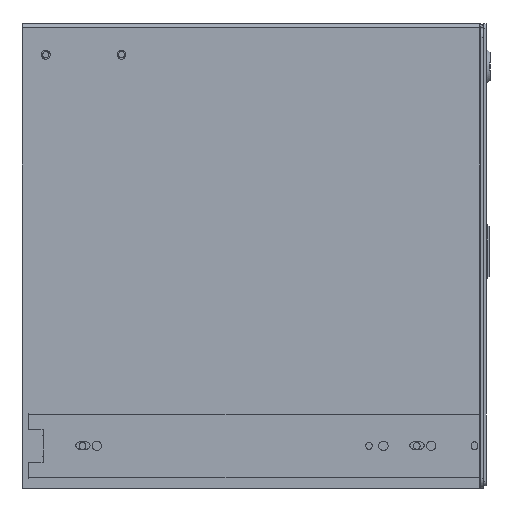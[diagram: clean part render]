
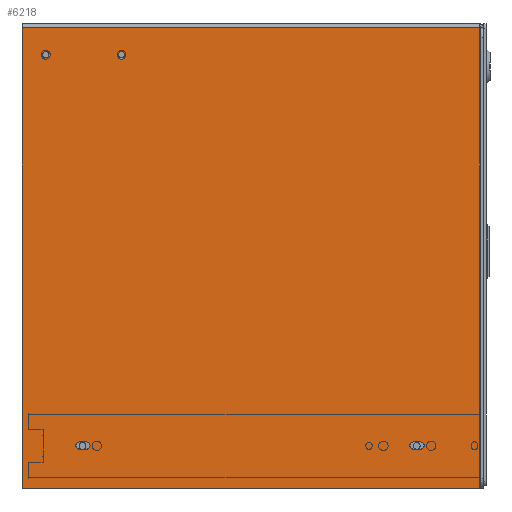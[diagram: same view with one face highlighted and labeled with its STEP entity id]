
A CAD part, left-side view. The second image highlights one B-rep face of the part: STEP entity #6218.
In plain terms, the highlighted planar face has unit normal (-1, 0, 0).
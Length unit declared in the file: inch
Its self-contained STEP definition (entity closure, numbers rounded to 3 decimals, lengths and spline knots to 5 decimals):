
#48 = VECTOR ( 'NONE', #9931, 39.37008 ) ;
#315 = DIRECTION ( 'NONE',  ( -1., 0., 0. ) ) ;
#614 = VECTOR ( 'NONE', #15944, 39.37008 ) ;
#641 = LINE ( 'NONE', #2482, #614 ) ;
#966 = CARTESIAN_POINT ( 'NONE',  ( -8.678, 11.622, 5.2815 ) ) ;
#1284 = VERTEX_POINT ( 'NONE', #17884 ) ;
#1303 = CARTESIAN_POINT ( 'NONE',  ( -8.678, 1.73325, -5.12475 ) ) ;
#1308 = ORIENTED_EDGE ( 'NONE', *, *, #19194, .F. ) ;
#1327 = DIRECTION ( 'NONE',  ( 0., -1., 0. ) ) ;
#1747 = ORIENTED_EDGE ( 'NONE', *, *, #18989, .T. ) ;
#2387 = AXIS2_PLACEMENT_3D ( 'NONE', #20112, #18396, #24133 ) ;
#2424 = CARTESIAN_POINT ( 'NONE',  ( -8.678, 12.247, 5.986 ) ) ;
#2482 = CARTESIAN_POINT ( 'NONE',  ( -8.678, 0.18, 6.094 ) ) ;
#2822 = CARTESIAN_POINT ( 'NONE',  ( -8.678, 1.92075, -5.12475 ) ) ;
#3417 = CARTESIAN_POINT ( 'NONE',  ( -8.678, 0.18, -6.156 ) ) ;
#3432 = EDGE_CURVE ( 'NONE', #24173, #19000, #8311, .T. ) ;
#4115 = FACE_OUTER_BOUND ( 'NONE', #7473, .T. ) ;
#4167 = CARTESIAN_POINT ( 'NONE',  ( -8.678, 12.247, -4.93725 ) ) ;
#5137 = AXIS2_PLACEMENT_3D ( 'NONE', #17034, #9424, #20939 ) ;
#5469 = VERTEX_POINT ( 'NONE', #23351 ) ;
#5587 = ORIENTED_EDGE ( 'NONE', *, *, #7905, .T. ) ;
#5589 = DIRECTION ( 'NONE',  ( 0., 0., -1. ) ) ;
#5777 = CARTESIAN_POINT ( 'NONE',  ( -8.678, 12.247, -4.93725 ) ) ;
#5863 = VERTEX_POINT ( 'NONE', #11606 ) ;
#6012 = CIRCLE ( 'NONE', #23194, 0.09375 ) ;
#6188 = ORIENTED_EDGE ( 'NONE', *, *, #12818, .T. ) ;
#6218 = ADVANCED_FACE ( 'NONE', ( #4115, #17220, #7900, #15374, #22832 ), #18820, .T. ) ;
#6230 = LINE ( 'NONE', #12230, #9953 ) ;
#6251 = LINE ( 'NONE', #5777, #48 ) ;
#6299 = VERTEX_POINT ( 'NONE', #12427 ) ;
#6392 = VERTEX_POINT ( 'NONE', #21362 ) ;
#6696 = CARTESIAN_POINT ( 'NONE',  ( -8.678, 12.247, -5.12475 ) ) ;
#6798 = DIRECTION ( 'NONE',  ( 1., 0., 0. ) ) ;
#6991 = EDGE_CURVE ( 'NONE', #5469, #6299, #8773, .T. ) ;
#7242 = VECTOR ( 'NONE', #16258, 39.37008 ) ;
#7295 = CARTESIAN_POINT ( 'NONE',  ( -8.678, 12.247, -5.12475 ) ) ;
#7431 = EDGE_CURVE ( 'NONE', #19000, #13968, #15305, .T. ) ;
#7454 = EDGE_CURVE ( 'NONE', #23616, #23616, #22055, .T. ) ;
#7473 = EDGE_LOOP ( 'NONE', ( #8817, #1308, #12925, #1747 ) ) ;
#7588 = AXIS2_PLACEMENT_3D ( 'NONE', #19863, #18020, #12999 ) ;
#7604 = AXIS2_PLACEMENT_3D ( 'NONE', #966, #23614, #14307 ) ;
#7853 = CIRCLE ( 'NONE', #2387, 0.09375 ) ;
#7900 = FACE_BOUND ( 'NONE', #17063, .T. ) ;
#7905 = EDGE_CURVE ( 'NONE', #6392, #5469, #6012, .T. ) ;
#8016 = DIRECTION ( 'NONE',  ( 0., 0., 1. ) ) ;
#8311 = CIRCLE ( 'NONE', #9090, 0.09375 ) ;
#8343 = EDGE_CURVE ( 'NONE', #6299, #1284, #8355, .T. ) ;
#8355 = CIRCLE ( 'NONE', #7588, 0.09375 ) ;
#8771 = CARTESIAN_POINT ( 'NONE',  ( -8.678, 12.247, -6.156 ) ) ;
#8773 = LINE ( 'NONE', #6696, #7242 ) ;
#8817 = ORIENTED_EDGE ( 'NONE', *, *, #8835, .F. ) ;
#8835 = EDGE_CURVE ( 'NONE', #19827, #5863, #6230, .T. ) ;
#9090 = AXIS2_PLACEMENT_3D ( 'NONE', #19793, #6798, #10483 ) ;
#9179 = EDGE_LOOP ( 'NONE', ( #5587, #18324, #14631, #6188 ) ) ;
#9424 = DIRECTION ( 'NONE',  ( 1., 0., 0. ) ) ;
#9818 = EDGE_CURVE ( 'NONE', #22113, #24173, #11229, .T. ) ;
#9931 = DIRECTION ( 'NONE',  ( 0., -1., 0. ) ) ;
#9953 = VECTOR ( 'NONE', #19707, 39.37008 ) ;
#9955 = CARTESIAN_POINT ( 'NONE',  ( -8.678, 1.92075, -4.93725 ) ) ;
#10257 = VERTEX_POINT ( 'NONE', #12086 ) ;
#10483 = DIRECTION ( 'NONE',  ( 0., 0., -1. ) ) ;
#11229 = LINE ( 'NONE', #7295, #11716 ) ;
#11281 = ORIENTED_EDGE ( 'NONE', *, *, #7431, .T. ) ;
#11344 = CARTESIAN_POINT ( 'NONE',  ( -8.678, 12.247, 6.094 ) ) ;
#11606 = CARTESIAN_POINT ( 'NONE',  ( -8.678, 0.18, 5.986 ) ) ;
#11716 = VECTOR ( 'NONE', #14533, 39.37008 ) ;
#12086 = CARTESIAN_POINT ( 'NONE',  ( -8.678, 9.622, 5.2 ) ) ;
#12179 = EDGE_LOOP ( 'NONE', ( #17404 ) ) ;
#12230 = CARTESIAN_POINT ( 'NONE',  ( -8.678, 12.247, 5.986 ) ) ;
#12241 = CARTESIAN_POINT ( 'NONE',  ( -8.678, 11.622, 5.2 ) ) ;
#12427 = CARTESIAN_POINT ( 'NONE',  ( -8.678, 10.73375, -5.12475 ) ) ;
#12696 = EDGE_CURVE ( 'NONE', #13968, #22113, #7853, .T. ) ;
#12818 = EDGE_CURVE ( 'NONE', #1284, #6392, #6251, .T. ) ;
#12925 = ORIENTED_EDGE ( 'NONE', *, *, #15262, .T. ) ;
#12999 = DIRECTION ( 'NONE',  ( 0., 0., -1. ) ) ;
#13610 = CARTESIAN_POINT ( 'NONE',  ( -8.678, 1.73325, -4.93725 ) ) ;
#13891 = EDGE_LOOP ( 'NONE', ( #18257 ) ) ;
#13968 = VERTEX_POINT ( 'NONE', #13610 ) ;
#14101 = VECTOR ( 'NONE', #20165, 39.37008 ) ;
#14307 = DIRECTION ( 'NONE',  ( 0., 0., -1. ) ) ;
#14533 = DIRECTION ( 'NONE',  ( 0., 1., 0. ) ) ;
#14631 = ORIENTED_EDGE ( 'NONE', *, *, #8343, .T. ) ;
#14648 = DIRECTION ( 'NONE',  ( 1., 0., 0. ) ) ;
#15037 = VECTOR ( 'NONE', #1327, 39.37008 ) ;
#15262 = EDGE_CURVE ( 'NONE', #17108, #20665, #15407, .T. ) ;
#15305 = LINE ( 'NONE', #4167, #15037 ) ;
#15374 = FACE_BOUND ( 'NONE', #12179, .T. ) ;
#15407 = LINE ( 'NONE', #8771, #14101 ) ;
#15826 = AXIS2_PLACEMENT_3D ( 'NONE', #11344, #315, #8016 ) ;
#15944 = DIRECTION ( 'NONE',  ( 0., 0., 1. ) ) ;
#16258 = DIRECTION ( 'NONE',  ( 0., 1., 0. ) ) ;
#17034 = CARTESIAN_POINT ( 'NONE',  ( -8.678, 9.622, 5.2815 ) ) ;
#17063 = EDGE_LOOP ( 'NONE', ( #23082, #17663, #22216, #11281 ) ) ;
#17108 = VERTEX_POINT ( 'NONE', #20331 ) ;
#17187 = EDGE_CURVE ( 'NONE', #10257, #10257, #21550, .T. ) ;
#17220 = FACE_BOUND ( 'NONE', #9179, .T. ) ;
#17404 = ORIENTED_EDGE ( 'NONE', *, *, #7454, .T. ) ;
#17663 = ORIENTED_EDGE ( 'NONE', *, *, #9818, .T. ) ;
#17884 = CARTESIAN_POINT ( 'NONE',  ( -8.678, 10.73375, -4.93725 ) ) ;
#18020 = DIRECTION ( 'NONE',  ( 1., 0., 0. ) ) ;
#18257 = ORIENTED_EDGE ( 'NONE', *, *, #17187, .T. ) ;
#18324 = ORIENTED_EDGE ( 'NONE', *, *, #6991, .T. ) ;
#18396 = DIRECTION ( 'NONE',  ( 1., 0., 0. ) ) ;
#18579 = CARTESIAN_POINT ( 'NONE',  ( -8.678, 10.54625, -5.031 ) ) ;
#18639 = DIRECTION ( 'NONE',  ( 0., 0., 1. ) ) ;
#18766 = LINE ( 'NONE', #20468, #19002 ) ;
#18820 = PLANE ( 'NONE',  #15826 ) ;
#18989 = EDGE_CURVE ( 'NONE', #20665, #5863, #641, .T. ) ;
#19000 = VERTEX_POINT ( 'NONE', #9955 ) ;
#19002 = VECTOR ( 'NONE', #18639, 39.37008 ) ;
#19194 = EDGE_CURVE ( 'NONE', #17108, #19827, #18766, .T. ) ;
#19707 = DIRECTION ( 'NONE',  ( 0., -1., 0. ) ) ;
#19793 = CARTESIAN_POINT ( 'NONE',  ( -8.678, 1.92075, -5.031 ) ) ;
#19827 = VERTEX_POINT ( 'NONE', #2424 ) ;
#19863 = CARTESIAN_POINT ( 'NONE',  ( -8.678, 10.73375, -5.031 ) ) ;
#20112 = CARTESIAN_POINT ( 'NONE',  ( -8.678, 1.73325, -5.031 ) ) ;
#20165 = DIRECTION ( 'NONE',  ( 0., -1., 0. ) ) ;
#20331 = CARTESIAN_POINT ( 'NONE',  ( -8.678, 12.247, -6.156 ) ) ;
#20468 = CARTESIAN_POINT ( 'NONE',  ( -8.678, 12.247, 6.094 ) ) ;
#20665 = VERTEX_POINT ( 'NONE', #3417 ) ;
#20939 = DIRECTION ( 'NONE',  ( 0., 0., -1. ) ) ;
#21362 = CARTESIAN_POINT ( 'NONE',  ( -8.678, 10.54625, -4.93725 ) ) ;
#21550 = CIRCLE ( 'NONE', #5137, 0.0815 ) ;
#22055 = CIRCLE ( 'NONE', #7604, 0.0815 ) ;
#22113 = VERTEX_POINT ( 'NONE', #1303 ) ;
#22216 = ORIENTED_EDGE ( 'NONE', *, *, #3432, .T. ) ;
#22832 = FACE_BOUND ( 'NONE', #13891, .T. ) ;
#23082 = ORIENTED_EDGE ( 'NONE', *, *, #12696, .T. ) ;
#23194 = AXIS2_PLACEMENT_3D ( 'NONE', #18579, #14648, #5589 ) ;
#23351 = CARTESIAN_POINT ( 'NONE',  ( -8.678, 10.54625, -5.12475 ) ) ;
#23614 = DIRECTION ( 'NONE',  ( 1., 0., 0. ) ) ;
#23616 = VERTEX_POINT ( 'NONE', #12241 ) ;
#24133 = DIRECTION ( 'NONE',  ( 0., 0., -1. ) ) ;
#24173 = VERTEX_POINT ( 'NONE', #2822 ) ;
